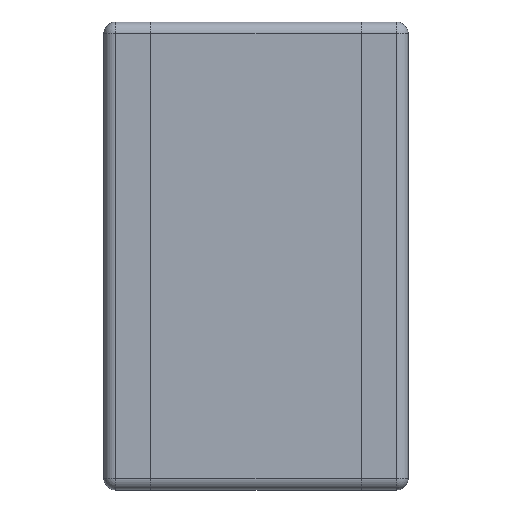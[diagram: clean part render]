
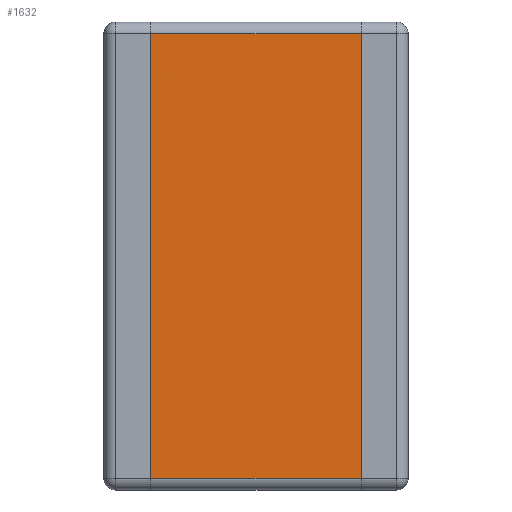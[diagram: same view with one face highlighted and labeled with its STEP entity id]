
A CAD part, front view. The second image highlights one B-rep face of the part: STEP entity #1632.
In plain terms, the highlighted planar face has unit normal (0, -1, 0).
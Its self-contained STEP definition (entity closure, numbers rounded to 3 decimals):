
#154 = DIRECTION ( 'NONE',  ( -1., 0., 0. ) ) ;
#155 = VECTOR ( 'NONE', #154, 1000. ) ;
#156 = CARTESIAN_POINT ( 'NONE',  ( -0.65, 0., 0.95 ) ) ;
#157 = LINE ( 'NONE', #156, #155 ) ;
#182 = DIRECTION ( 'NONE',  ( 1., 0., 0. ) ) ;
#183 = VECTOR ( 'NONE', #182, 1000. ) ;
#184 = CARTESIAN_POINT ( 'NONE',  ( 0.65, 0., -0.95 ) ) ;
#185 = LINE ( 'NONE', #184, #183 ) ;
#204 = FACE_OUTER_BOUND ( 'NONE', #1630, .T. ) ;
#239 = DIRECTION ( 'NONE',  ( 0., 0., -1. ) ) ;
#240 = DIRECTION ( 'NONE',  ( 0., -1., 0. ) ) ;
#241 = CARTESIAN_POINT ( 'NONE',  ( 0.65, 0., -1. ) ) ;
#242 = AXIS2_PLACEMENT_3D ( 'NONE', #241, #240, #239 ) ;
#245 = PLANE ( 'NONE',  #242 ) ;
#490 = VERTEX_POINT ( 'NONE', #818 ) ;
#549 = VERTEX_POINT ( 'NONE', #1009 ) ;
#656 = VERTEX_POINT ( 'NONE', #1399 ) ;
#662 = VERTEX_POINT ( 'NONE', #1394 ) ;
#664 = EDGE_CURVE ( 'NONE', #662, #549, #1393, .T. ) ;
#721 = EDGE_CURVE ( 'NONE', #490, #656, #1516, .T. ) ;
#818 = CARTESIAN_POINT ( 'NONE',  ( 0.45, 0., 0.95 ) ) ;
#1009 = CARTESIAN_POINT ( 'NONE',  ( -0.45, 0., 0.95 ) ) ;
#1390 = DIRECTION ( 'NONE',  ( 0., 0., 1. ) ) ;
#1391 = VECTOR ( 'NONE', #1390, 1000. ) ;
#1392 = CARTESIAN_POINT ( 'NONE',  ( -0.45, 0., -1. ) ) ;
#1393 = LINE ( 'NONE', #1392, #1391 ) ;
#1394 = CARTESIAN_POINT ( 'NONE',  ( -0.45, 0., -0.95 ) ) ;
#1399 = CARTESIAN_POINT ( 'NONE',  ( 0.45, 0., -0.95 ) ) ;
#1513 = DIRECTION ( 'NONE',  ( 0., 0., -1. ) ) ;
#1514 = VECTOR ( 'NONE', #1513, 1000. ) ;
#1515 = CARTESIAN_POINT ( 'NONE',  ( 0.45, 0., -1. ) ) ;
#1516 = LINE ( 'NONE', #1515, #1514 ) ;
#1609 = EDGE_CURVE ( 'NONE', #490, #549, #157, .T. ) ;
#1616 = EDGE_CURVE ( 'NONE', #662, #656, #185, .T. ) ;
#1617 = ORIENTED_EDGE ( 'NONE', *, *, #721, .F. ) ;
#1620 = ORIENTED_EDGE ( 'NONE', *, *, #664, .F. ) ;
#1623 = ORIENTED_EDGE ( 'NONE', *, *, #1616, .T. ) ;
#1627 = ORIENTED_EDGE ( 'NONE', *, *, #1609, .T. ) ;
#1630 = EDGE_LOOP ( 'NONE', ( #1620, #1623, #1617, #1627 ) ) ;
#1632 = ADVANCED_FACE ( 'NONE', ( #204 ), #245, .T. ) ;
